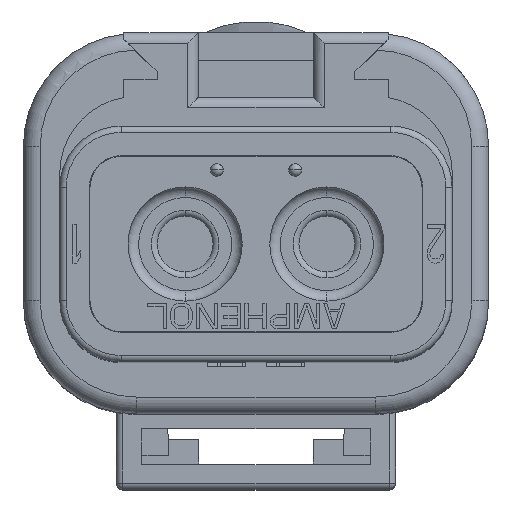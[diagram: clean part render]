
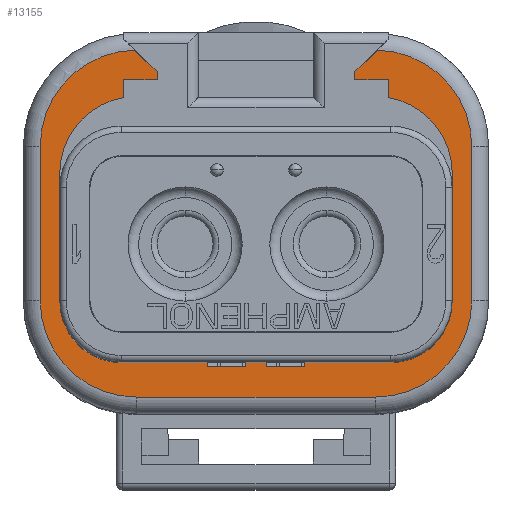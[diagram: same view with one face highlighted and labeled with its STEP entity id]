
A CAD part, top view. The second image highlights one B-rep face of the part: STEP entity #13155.
In plain terms, the highlighted planar face has unit normal (0, 0, 1).
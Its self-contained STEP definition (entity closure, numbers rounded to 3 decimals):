
#2282=CARTESIAN_POINT('',(6.375,-3.675,23.9));
#2283=DIRECTION('',(0.,0.,-1.));
#2284=DIRECTION('',(1.,0.,0.));
#2285=AXIS2_PLACEMENT_3D('',#2282,#2283,#2284);
#2299=DIRECTION('',(0.,-1.,0.));
#2300=VECTOR('',#2299,6.05);
#2301=CARTESIAN_POINT('',(9.275,2.375,23.9));
#2302=LINE('',#2301,#2300);
#2351=DIRECTION('',(0.,1.,0.));
#2352=VECTOR('',#2351,6.05);
#2353=CARTESIAN_POINT('',(-9.275,-3.675,23.9));
#2354=LINE('',#2353,#2352);
#2368=CARTESIAN_POINT('',(-6.375,-3.675,23.9));
#2369=DIRECTION('',(0.,0.,-1.));
#2370=DIRECTION('',(0.,-1.,0.));
#2371=AXIS2_PLACEMENT_3D('',#2368,#2369,#2370);
#2373=CARTESIAN_POINT('',(5.65,3.65,23.9));
#2374=DIRECTION('',(0.,0.,1.));
#2375=DIRECTION('',(1.,0.,0.));
#2376=AXIS2_PLACEMENT_3D('',#2373,#2374,#2375);
#2378=DIRECTION('',(0.,1.,0.));
#2379=VECTOR('',#2378,7.3);
#2380=CARTESIAN_POINT('',(10.2,-3.65,23.9));
#2381=LINE('',#2380,#2379);
#2382=CARTESIAN_POINT('',(5.65,-3.65,23.9));
#2383=DIRECTION('',(0.,0.,1.));
#2384=DIRECTION('',(0.,-1.,0.));
#2385=AXIS2_PLACEMENT_3D('',#2382,#2383,#2384);
#2387=DIRECTION('',(1.,0.,0.));
#2388=VECTOR('',#2387,11.3);
#2389=CARTESIAN_POINT('',(-5.65,-8.2,23.9));
#2390=LINE('',#2389,#2388);
#2391=CARTESIAN_POINT('',(-5.65,-3.65,23.9));
#2392=DIRECTION('',(0.,0.,1.));
#2393=DIRECTION('',(-1.,0.,0.));
#2394=AXIS2_PLACEMENT_3D('',#2391,#2392,#2393);
#2396=DIRECTION('',(0.,-1.,0.));
#2397=VECTOR('',#2396,7.3);
#2398=CARTESIAN_POINT('',(-10.2,3.65,23.9));
#2399=LINE('',#2398,#2397);
#2400=CARTESIAN_POINT('',(-5.65,3.65,23.9));
#2401=DIRECTION('',(0.,0.,1.));
#2402=DIRECTION('',(-0.018,1.,0.));
#2403=AXIS2_PLACEMENT_3D('',#2400,#2401,#2402);
#2405=DIRECTION('',(0.719,-0.695,0.));
#2406=VECTOR('',#2405,1.469);
#2407=CARTESIAN_POINT('',(-5.731,8.199,23.9));
#2408=LINE('',#2407,#2406);
#2409=DIRECTION('',(0.,-1.,0.));
#2410=VECTOR('',#2409,0.4);
#2411=CARTESIAN_POINT('',(-4.675,7.179,23.9));
#2412=LINE('',#2411,#2410);
#2413=DIRECTION('',(-1.,0.,0.));
#2414=VECTOR('',#2413,1.575);
#2415=CARTESIAN_POINT('',(-4.675,6.779,23.9));
#2416=LINE('',#2415,#2414);
#2417=DIRECTION('',(0.,-1.,0.));
#2418=VECTOR('',#2417,0.85);
#2419=CARTESIAN_POINT('',(-6.25,6.779,23.9));
#2420=LINE('',#2419,#2418);
#2421=DIRECTION('',(-1.,0.,0.));
#2422=VECTOR('',#2421,12.75);
#2423=CARTESIAN_POINT('',(6.375,-6.575,23.9));
#2424=LINE('',#2423,#2422);
#2425=DIRECTION('',(0.,1.,0.));
#2426=VECTOR('',#2425,0.85);
#2427=CARTESIAN_POINT('',(6.25,5.929,23.9));
#2428=LINE('',#2427,#2426);
#2429=DIRECTION('',(-1.,0.,0.));
#2430=VECTOR('',#2429,1.575);
#2431=CARTESIAN_POINT('',(6.25,6.779,23.9));
#2432=LINE('',#2431,#2430);
#2433=DIRECTION('',(0.,1.,0.));
#2434=VECTOR('',#2433,0.4);
#2435=CARTESIAN_POINT('',(4.675,6.779,23.9));
#2436=LINE('',#2435,#2434);
#2437=DIRECTION('',(0.719,0.695,0.));
#2438=VECTOR('',#2437,1.469);
#2439=CARTESIAN_POINT('',(4.675,7.179,23.9));
#2440=LINE('',#2439,#2438);
#2510=CARTESIAN_POINT('',(5.675,2.375,23.9));
#2511=DIRECTION('',(0.,0.,-1.));
#2512=DIRECTION('',(0.16,0.987,0.));
#2513=AXIS2_PLACEMENT_3D('',#2510,#2511,#2512);
#2610=CARTESIAN_POINT('',(-5.675,2.375,23.9));
#2611=DIRECTION('',(0.,0.,-1.));
#2612=DIRECTION('',(-1.,0.,0.));
#2613=AXIS2_PLACEMENT_3D('',#2610,#2611,#2612);
#8760=CARTESIAN_POINT('',(6.375,-6.575,23.9));
#8761=CARTESIAN_POINT('',(-6.375,-6.575,23.9));
#8762=VERTEX_POINT('',#8760);
#8763=VERTEX_POINT('',#8761);
#8768=CARTESIAN_POINT('',(9.275,-3.675,23.9));
#8769=VERTEX_POINT('',#8768);
#8770=CARTESIAN_POINT('',(-9.275,-3.675,23.9));
#8771=VERTEX_POINT('',#8770);
#8777=CARTESIAN_POINT('',(-9.275,2.375,23.9));
#8779=VERTEX_POINT('',#8777);
#8781=CARTESIAN_POINT('',(9.275,2.375,23.9));
#8783=VERTEX_POINT('',#8781);
#8796=CARTESIAN_POINT('',(-4.675,7.179,23.9));
#8797=CARTESIAN_POINT('',(-4.675,6.779,23.9));
#8798=VERTEX_POINT('',#8796);
#8799=VERTEX_POINT('',#8797);
#8800=CARTESIAN_POINT('',(-6.25,6.779,23.9));
#8801=VERTEX_POINT('',#8800);
#8802=CARTESIAN_POINT('',(-6.25,5.929,23.9));
#8803=VERTEX_POINT('',#8802);
#8804=CARTESIAN_POINT('',(6.25,5.929,23.9));
#8805=CARTESIAN_POINT('',(6.25,6.779,23.9));
#8806=VERTEX_POINT('',#8804);
#8807=VERTEX_POINT('',#8805);
#8808=CARTESIAN_POINT('',(4.675,6.779,23.9));
#8809=VERTEX_POINT('',#8808);
#8810=CARTESIAN_POINT('',(4.675,7.179,23.9));
#8811=VERTEX_POINT('',#8810);
#8996=CARTESIAN_POINT('',(10.2,3.65,23.9));
#8997=CARTESIAN_POINT('',(5.731,8.199,23.9));
#8998=VERTEX_POINT('',#8996);
#8999=VERTEX_POINT('',#8997);
#9000=CARTESIAN_POINT('',(10.2,-3.65,23.9));
#9001=VERTEX_POINT('',#9000);
#9004=CARTESIAN_POINT('',(5.65,-8.2,23.9));
#9005=VERTEX_POINT('',#9004);
#9008=CARTESIAN_POINT('',(-5.65,-8.2,23.9));
#9009=VERTEX_POINT('',#9008);
#9012=CARTESIAN_POINT('',(-10.2,-3.65,23.9));
#9013=VERTEX_POINT('',#9012);
#9016=CARTESIAN_POINT('',(-10.2,3.65,23.9));
#9017=VERTEX_POINT('',#9016);
#9020=CARTESIAN_POINT('',(-5.731,8.199,23.9));
#9021=VERTEX_POINT('',#9020);
#13109=CARTESIAN_POINT('',(0.,0.,23.9));
#13110=DIRECTION('',(0.,0.,1.));
#13111=DIRECTION('',(1.,0.,0.));
#13112=AXIS2_PLACEMENT_3D('',#13109,#13110,#13111);
#13113=PLANE('',#13112);
#13115=ORIENTED_EDGE('',*,*,#13114,.F.);
#13117=ORIENTED_EDGE('',*,*,#13116,.F.);
#13119=ORIENTED_EDGE('',*,*,#13118,.F.);
#13121=ORIENTED_EDGE('',*,*,#13120,.F.);
#13123=ORIENTED_EDGE('',*,*,#13122,.F.);
#13125=ORIENTED_EDGE('',*,*,#13124,.F.);
#13127=ORIENTED_EDGE('',*,*,#13126,.F.);
#13129=ORIENTED_EDGE('',*,*,#13128,.T.);
#13131=ORIENTED_EDGE('',*,*,#13130,.T.);
#13133=ORIENTED_EDGE('',*,*,#13132,.T.);
#13135=ORIENTED_EDGE('',*,*,#13134,.T.);
#13137=ORIENTED_EDGE('',*,*,#13136,.F.);
#13138=ORIENTED_EDGE('',*,*,#13086,.F.);
#13139=ORIENTED_EDGE('',*,*,#13103,.F.);
#13140=ORIENTED_EDGE('',*,*,#12323,.F.);
#13141=ORIENTED_EDGE('',*,*,#13012,.F.);
#13142=ORIENTED_EDGE('',*,*,#13030,.F.);
#13144=ORIENTED_EDGE('',*,*,#13143,.F.);
#13146=ORIENTED_EDGE('',*,*,#13145,.T.);
#13148=ORIENTED_EDGE('',*,*,#13147,.T.);
#13150=ORIENTED_EDGE('',*,*,#13149,.T.);
#13152=ORIENTED_EDGE('',*,*,#13151,.T.);
#13153=EDGE_LOOP('',(#13115,#13117,#13119,#13121,#13123,#13125,#13127,#13129,
#13131,#13133,#13135,#13137,#13138,#13139,#13140,#13141,#13142,#13144,#13146,
#13148,#13150,#13152));
#13154=FACE_OUTER_BOUND('',#13153,.F.);
#13155=ADVANCED_FACE('',(#13154),#13113,.T.);
#2286=CIRCLE('',#2285,2.9);
#2372=CIRCLE('',#2371,2.9);
#2377=CIRCLE('',#2376,4.55);
#2386=CIRCLE('',#2385,4.55);
#2395=CIRCLE('',#2394,4.55);
#2404=CIRCLE('',#2403,4.55);
#2514=CIRCLE('',#2513,3.6);
#2614=CIRCLE('',#2613,3.6);
#12323=EDGE_CURVE('',#8762,#8763,#2424,.T.);
#13012=EDGE_CURVE('',#8769,#8762,#2286,.T.);
#13030=EDGE_CURVE('',#8783,#8769,#2302,.T.);
#13086=EDGE_CURVE('',#8771,#8779,#2354,.T.);
#13103=EDGE_CURVE('',#8763,#8771,#2372,.T.);
#13114=EDGE_CURVE('',#8998,#8999,#2377,.T.);
#13116=EDGE_CURVE('',#9001,#8998,#2381,.T.);
#13118=EDGE_CURVE('',#9005,#9001,#2386,.T.);
#13120=EDGE_CURVE('',#9009,#9005,#2390,.T.);
#13122=EDGE_CURVE('',#9013,#9009,#2395,.T.);
#13124=EDGE_CURVE('',#9017,#9013,#2399,.T.);
#13126=EDGE_CURVE('',#9021,#9017,#2404,.T.);
#13128=EDGE_CURVE('',#9021,#8798,#2408,.T.);
#13130=EDGE_CURVE('',#8798,#8799,#2412,.T.);
#13132=EDGE_CURVE('',#8799,#8801,#2416,.T.);
#13134=EDGE_CURVE('',#8801,#8803,#2420,.T.);
#13136=EDGE_CURVE('',#8779,#8803,#2614,.T.);
#13143=EDGE_CURVE('',#8806,#8783,#2514,.T.);
#13145=EDGE_CURVE('',#8806,#8807,#2428,.T.);
#13147=EDGE_CURVE('',#8807,#8809,#2432,.T.);
#13149=EDGE_CURVE('',#8809,#8811,#2436,.T.);
#13151=EDGE_CURVE('',#8811,#8999,#2440,.T.);
